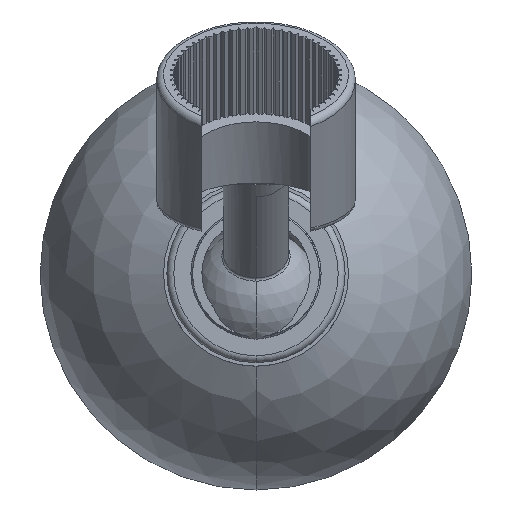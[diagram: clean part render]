
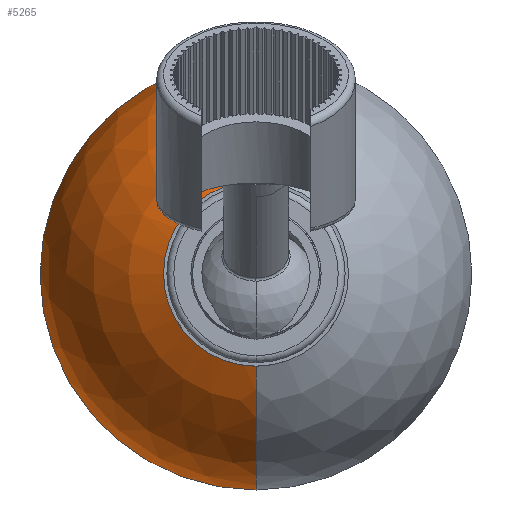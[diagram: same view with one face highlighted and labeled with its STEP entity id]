
A CAD part, top view. The second image highlights one B-rep face of the part: STEP entity #5265.
In plain terms, the highlighted spherical face has radius 31.539 mm.
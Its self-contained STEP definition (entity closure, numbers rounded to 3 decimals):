
#324=CARTESIAN_POINT('',(0.,0.,27.371));
#325=DIRECTION('',(0.,0.,-1.));
#326=DIRECTION('',(0.,-1.,0.));
#327=AXIS2_PLACEMENT_3D('',#324,#325,#326);
#329=CARTESIAN_POINT('',(0.,0.,0.));
#330=DIRECTION('',(0.,0.,-1.));
#331=DIRECTION('',(0.,-1.,0.));
#332=AXIS2_PLACEMENT_3D('',#329,#330,#331);
#339=CARTESIAN_POINT('',(0.,0.,-1.563));
#340=DIRECTION('',(1.,0.,0.));
#341=DIRECTION('',(0.,0.999,0.05));
#342=AXIS2_PLACEMENT_3D('',#339,#340,#341);
#349=CARTESIAN_POINT('',(0.,0.,-1.563));
#350=DIRECTION('',(-1.,0.,0.));
#351=DIRECTION('',(0.,-0.999,0.05));
#352=AXIS2_PLACEMENT_3D('',#349,#350,#351);
#3888=CARTESIAN_POINT('',(0.,-31.5,0.));
#3889=CARTESIAN_POINT('',(0.,31.5,0.));
#3890=VERTEX_POINT('',#3888);
#3891=VERTEX_POINT('',#3889);
#3928=CARTESIAN_POINT('',(0.,-12.551,27.371));
#3929=CARTESIAN_POINT('',(0.,12.551,27.371));
#3930=VERTEX_POINT('',#3928);
#3931=VERTEX_POINT('',#3929);
#5251=CARTESIAN_POINT('',(0.,0.,-1.563));
#5252=DIRECTION('',(0.,0.,-1.));
#5253=DIRECTION('',(0.,1.,0.));
#5254=AXIS2_PLACEMENT_3D('',#5251,#5252,#5253);
#5255=SPHERICAL_SURFACE('',#5254,31.539);
#5256=ORIENTED_EDGE('',*,*,#5233,.F.);
#5258=ORIENTED_EDGE('',*,*,#5257,.F.);
#5260=ORIENTED_EDGE('',*,*,#5259,.T.);
#5262=ORIENTED_EDGE('',*,*,#5261,.T.);
#5263=EDGE_LOOP('',(#5256,#5258,#5260,#5262));
#5264=FACE_OUTER_BOUND('',#5263,.F.);
#5265=ADVANCED_FACE('',(#5264),#5255,.T.);
#328=CIRCLE('',#327,12.551);
#333=CIRCLE('',#332,31.5);
#343=CIRCLE('',#342,31.539);
#353=CIRCLE('',#352,31.539);
#5233=EDGE_CURVE('',#3930,#3931,#328,.T.);
#5257=EDGE_CURVE('',#3890,#3930,#353,.T.);
#5259=EDGE_CURVE('',#3890,#3891,#333,.T.);
#5261=EDGE_CURVE('',#3891,#3931,#343,.T.);
